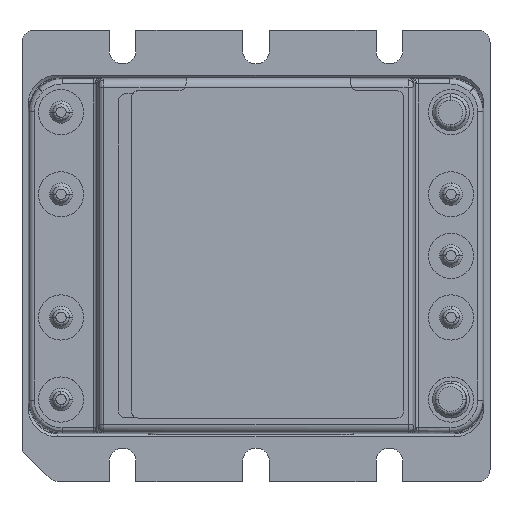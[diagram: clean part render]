
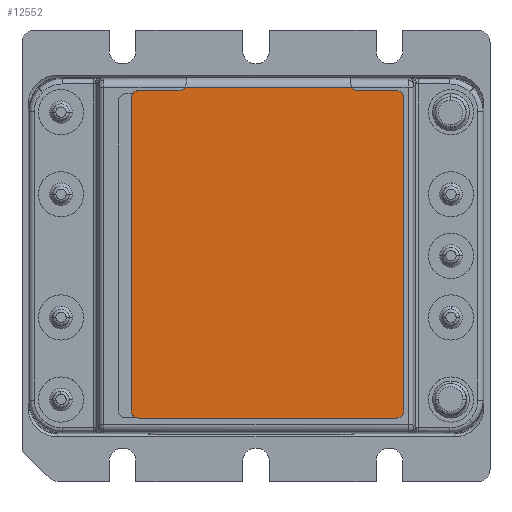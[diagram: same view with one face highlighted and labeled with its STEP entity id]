
A CAD part, top view. The second image highlights one B-rep face of the part: STEP entity #12552.
In plain terms, the highlighted planar face has unit normal (0, 0, 1).
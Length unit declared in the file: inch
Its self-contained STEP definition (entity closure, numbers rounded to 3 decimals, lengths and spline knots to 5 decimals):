
#3505 = EDGE_CURVE ( 'NONE', #15018, #15017, #14667, .T. ) ;
#3508 = EDGE_CURVE ( 'NONE', #15017, #15019, #16416, .T. ) ;
#3510 = EDGE_CURVE ( 'NONE', #15019, #15020, #14694, .T. ) ;
#3512 = EDGE_CURVE ( 'NONE', #15020, #31227, #16419, .T. ) ;
#3514 = EDGE_CURVE ( 'NONE', #31227, #31228, #14687, .T. ) ;
#3516 = EDGE_CURVE ( 'NONE', #31228, #31229, #16422, .T. ) ;
#3517 = EDGE_CURVE ( 'NONE', #31229, #31230, #14675, .T. ) ;
#3521 = EDGE_CURVE ( 'NONE', #31231, #31232, #14719, .T. ) ;
#3523 = EDGE_CURVE ( 'NONE', #31232, #31233, #16425, .T. ) ;
#3525 = EDGE_CURVE ( 'NONE', #31233, #31234, #14730, .T. ) ;
#3526 = EDGE_CURVE ( 'NONE', #31234, #15018, #16427, .T. ) ;
#3527 = EDGE_CURVE ( 'NONE', #31231, #31230, #16428, .T. ) ;
#4271 = ORIENTED_EDGE ( 'NONE', *, *, #3523, .T. ) ;
#4272 = ORIENTED_EDGE ( 'NONE', *, *, #3527, .F. ) ;
#4273 = ORIENTED_EDGE ( 'NONE', *, *, #3525, .T. ) ;
#4274 = ORIENTED_EDGE ( 'NONE', *, *, #3521, .T. ) ;
#4275 = ORIENTED_EDGE ( 'NONE', *, *, #3526, .T. ) ;
#4276 = ORIENTED_EDGE ( 'NONE', *, *, #3505, .T. ) ;
#4277 = ORIENTED_EDGE ( 'NONE', *, *, #3508, .T. ) ;
#4278 = ORIENTED_EDGE ( 'NONE', *, *, #3510, .T. ) ;
#4279 = ORIENTED_EDGE ( 'NONE', *, *, #3512, .T. ) ;
#4280 = ORIENTED_EDGE ( 'NONE', *, *, #3514, .T. ) ;
#4281 = ORIENTED_EDGE ( 'NONE', *, *, #3516, .T. ) ;
#4282 = ORIENTED_EDGE ( 'NONE', *, *, #3517, .T. ) ;
#9566 = EDGE_LOOP ( 'NONE', ( #4272, #4274, #4271, #4273, #4275, #4276, #4277, #4278, #4279, #4280, #4281, #4282 ) ) ;
#12552 = ADVANCED_FACE ( 'NONE', ( #31079 ), #31954, .T. ) ;
#14667 = CIRCLE ( 'NONE', #14692, 0.03511 ) ;
#14675 = CIRCLE ( 'NONE', #14734, 0.0351 ) ;
#14687 = CIRCLE ( 'NONE', #14723, 0.0351 ) ;
#14692 = AXIS2_PLACEMENT_3D ( 'NONE', #17402, #17403, #17404 ) ;
#14694 = CIRCLE ( 'NONE', #14709, 0.0351 ) ;
#14704 = VECTOR ( 'NONE', #17410, 39.37008 ) ;
#14709 = AXIS2_PLACEMENT_3D ( 'NONE', #17413, #17414, #17415 ) ;
#14717 = VECTOR ( 'NONE', #17419, 39.37008 ) ;
#14719 = CIRCLE ( 'NONE', #14741, 0.03511 ) ;
#14723 = AXIS2_PLACEMENT_3D ( 'NONE', #17422, #17423, #17424 ) ;
#14730 = CIRCLE ( 'NONE', #14754, 0.03511 ) ;
#14732 = VECTOR ( 'NONE', #17428, 39.37008 ) ;
#14734 = AXIS2_PLACEMENT_3D ( 'NONE', #17429, #17430, #17431 ) ;
#14741 = AXIS2_PLACEMENT_3D ( 'NONE', #17438, #17439, #17440 ) ;
#14748 = VECTOR ( 'NONE', #17444, 39.37008 ) ;
#14754 = AXIS2_PLACEMENT_3D ( 'NONE', #17447, #17448, #17449 ) ;
#14758 = VECTOR ( 'NONE', #17451, 39.37008 ) ;
#14762 = VECTOR ( 'NONE', #17453, 39.37008 ) ;
#15017 = VERTEX_POINT ( 'NONE', #34290 ) ;
#15018 = VERTEX_POINT ( 'NONE', #34291 ) ;
#15019 = VERTEX_POINT ( 'NONE', #34292 ) ;
#15020 = VERTEX_POINT ( 'NONE', #34293 ) ;
#16416 = LINE ( 'NONE', #17409, #14704 ) ;
#16419 = LINE ( 'NONE', #17418, #14717 ) ;
#16422 = LINE ( 'NONE', #17427, #14732 ) ;
#16425 = LINE ( 'NONE', #17443, #14748 ) ;
#16427 = LINE ( 'NONE', #17450, #14758 ) ;
#16428 = LINE ( 'NONE', #17452, #14762 ) ;
#17402 = CARTESIAN_POINT ( 'NONE',  ( 0.56593, -0.80241, 0.50994 ) ) ;
#17403 = DIRECTION ( 'NONE',  ( 0., 0., 1. ) ) ;
#17404 = DIRECTION ( 'NONE',  ( 1., 0., 0. ) ) ;
#17409 = CARTESIAN_POINT ( 'NONE',  ( 1.8267, -0.83752, 0.50994 ) ) ;
#17410 = DIRECTION ( 'NONE',  ( 1., 0., 0. ) ) ;
#17413 = CARTESIAN_POINT ( 'NONE',  ( 1.8267, -0.80241, 0.50994 ) ) ;
#17414 = DIRECTION ( 'NONE',  ( 0., 0., 1. ) ) ;
#17415 = DIRECTION ( 'NONE',  ( 1., 0., 0. ) ) ;
#17418 = CARTESIAN_POINT ( 'NONE',  ( 1.86181, 0.72716, 0.50994 ) ) ;
#17419 = DIRECTION ( 'NONE',  ( 0., 1., 0. ) ) ;
#17422 = CARTESIAN_POINT ( 'NONE',  ( 1.8267, 0.72716, 0.50994 ) ) ;
#17423 = DIRECTION ( 'NONE',  ( 0., 0., 1. ) ) ;
#17424 = DIRECTION ( 'NONE',  ( 1., 0., 0. ) ) ;
#17427 = CARTESIAN_POINT ( 'NONE',  ( 1.8267, 0.76227, 0.50994 ) ) ;
#17428 = DIRECTION ( 'NONE',  ( -1., 0., 0. ) ) ;
#17429 = CARTESIAN_POINT ( 'NONE',  ( 1.63613, 0.79737, 0.50994 ) ) ;
#17430 = DIRECTION ( 'NONE',  ( 0., 0., -1. ) ) ;
#17431 = DIRECTION ( 'NONE',  ( -1., 0., 0. ) ) ;
#17438 = CARTESIAN_POINT ( 'NONE',  ( 0.76352, 0.79737, 0.50994 ) ) ;
#17439 = DIRECTION ( 'NONE',  ( 0., 0., -1. ) ) ;
#17440 = DIRECTION ( 'NONE',  ( 1., 0., 0. ) ) ;
#17443 = CARTESIAN_POINT ( 'NONE',  ( 0.76352, 0.76227, 0.50994 ) ) ;
#17444 = DIRECTION ( 'NONE',  ( -1., 0., 0. ) ) ;
#17447 = CARTESIAN_POINT ( 'NONE',  ( 0.56593, 0.72716, 0.50994 ) ) ;
#17448 = DIRECTION ( 'NONE',  ( 0., 0., 1. ) ) ;
#17449 = DIRECTION ( 'NONE',  ( -1., 0., 0. ) ) ;
#17450 = CARTESIAN_POINT ( 'NONE',  ( 0.53082, 0.72716, 0.50994 ) ) ;
#17451 = DIRECTION ( 'NONE',  ( 0., -1., 0. ) ) ;
#17452 = CARTESIAN_POINT ( 'NONE',  ( 0.56593, 0.77894, 0.50994 ) ) ;
#17453 = DIRECTION ( 'NONE',  ( 1., 0., 0. ) ) ;
#29384 = AXIS2_PLACEMENT_3D ( 'NONE', #31955, #31956, #31957 ) ;
#31079 = FACE_OUTER_BOUND ( 'NONE', #9566, .T. ) ;
#31227 = VERTEX_POINT ( 'NONE', #34936 ) ;
#31228 = VERTEX_POINT ( 'NONE', #34937 ) ;
#31229 = VERTEX_POINT ( 'NONE', #34938 ) ;
#31230 = VERTEX_POINT ( 'NONE', #34939 ) ;
#31231 = VERTEX_POINT ( 'NONE', #34940 ) ;
#31232 = VERTEX_POINT ( 'NONE', #34941 ) ;
#31233 = VERTEX_POINT ( 'NONE', #34942 ) ;
#31234 = VERTEX_POINT ( 'NONE', #34943 ) ;
#31954 = PLANE ( 'NONE',  #29384 ) ;
#31955 = CARTESIAN_POINT ( 'NONE',  ( 0.56593, 0.72716, 0.50994 ) ) ;
#31956 = DIRECTION ( 'NONE',  ( 0., 0., 1. ) ) ;
#31957 = DIRECTION ( 'NONE',  ( -1., 0., 0. ) ) ;
#34290 = CARTESIAN_POINT ( 'NONE',  ( 0.56593, -0.83752, 0.50994 ) ) ;
#34291 = CARTESIAN_POINT ( 'NONE',  ( 0.53082, -0.80241, 0.50994 ) ) ;
#34292 = CARTESIAN_POINT ( 'NONE',  ( 1.8267, -0.83752, 0.50994 ) ) ;
#34293 = CARTESIAN_POINT ( 'NONE',  ( 1.86181, -0.80241, 0.50994 ) ) ;
#34936 = CARTESIAN_POINT ( 'NONE',  ( 1.86181, 0.72716, 0.50994 ) ) ;
#34937 = CARTESIAN_POINT ( 'NONE',  ( 1.8267, 0.76227, 0.50994 ) ) ;
#34938 = CARTESIAN_POINT ( 'NONE',  ( 1.63613, 0.76227, 0.50994 ) ) ;
#34939 = CARTESIAN_POINT ( 'NONE',  ( 1.60626, 0.77894, 0.50994 ) ) ;
#34940 = CARTESIAN_POINT ( 'NONE',  ( 0.7934, 0.77894, 0.50994 ) ) ;
#34941 = CARTESIAN_POINT ( 'NONE',  ( 0.76352, 0.76227, 0.50994 ) ) ;
#34942 = CARTESIAN_POINT ( 'NONE',  ( 0.56593, 0.76227, 0.50994 ) ) ;
#34943 = CARTESIAN_POINT ( 'NONE',  ( 0.53082, 0.72716, 0.50994 ) ) ;
